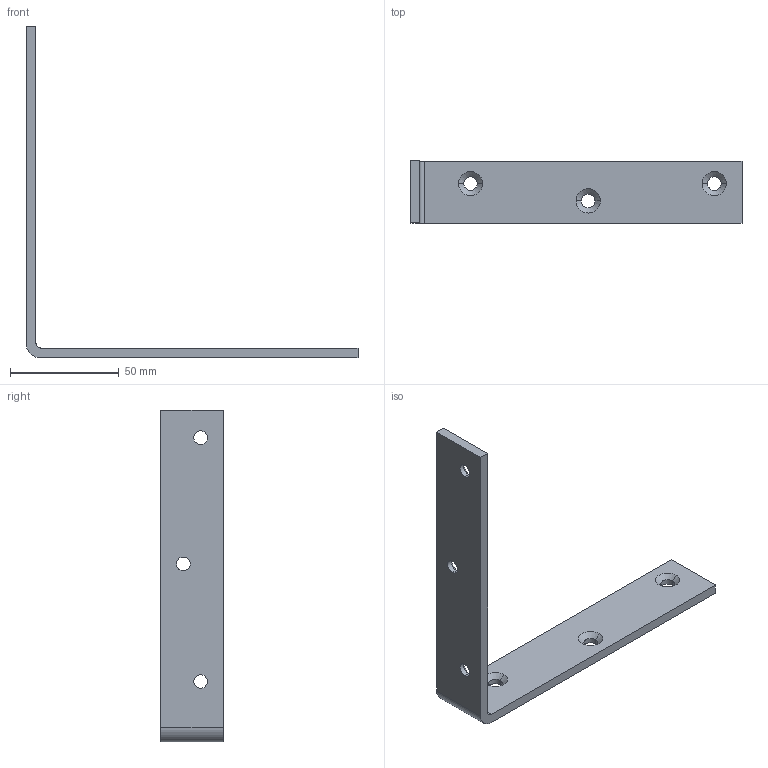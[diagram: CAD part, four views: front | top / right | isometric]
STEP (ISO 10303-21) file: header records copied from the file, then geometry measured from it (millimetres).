
FILE_DESCRIPTION (( 'STEP AP203' ), '1' );
FILE_NAME ('1556A48_Galvanized Steel Corner Bracket.STEP', '2021-07-10T03:49:12', ( 'Administrator' ), ( 'Managed by Terraform' ), 'SwSTEP 2.0', 'SolidWorks 2017', '' );
FILE_SCHEMA (( 'CONFIG_CONTROL_DESIGN' ));
Length unit declared in the file: inch
Products named in the file (1): 1556A48_Galvanized Steel Corner Bracket
Bounding box: 152.4 x 28.57 x 152.4 mm (x, y, z)
Volume: 37742.2 mm3; surface area: 20085.2 mm2
Topology: 1 solids, 1 shells, 34 faces, 84 edges, 52 vertices
Faces by surface type: cylinder 14, cone 12, plane 8
Entity records: 1115 total; most frequent: DIRECTION 194, CARTESIAN_POINT 171, ORIENTED_EDGE 168, EDGE_CURVE 84, AXIS2_PLACEMENT_3D 75, VERTEX_POINT 52, EDGE_LOOP 46, LINE 44
